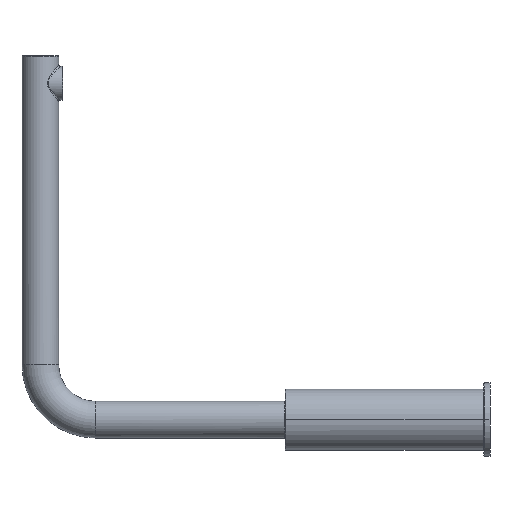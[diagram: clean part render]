
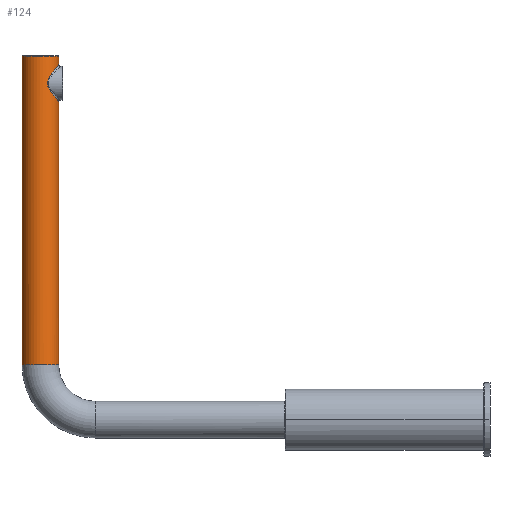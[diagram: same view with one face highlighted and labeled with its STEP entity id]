
A CAD part, left-side view. The second image highlights one B-rep face of the part: STEP entity #124.
In plain terms, the highlighted cylindrical face has radius 12 mm (diameter 24 mm), a partial arc.
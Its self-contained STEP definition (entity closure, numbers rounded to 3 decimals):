
#124=ADVANCED_FACE('',(#237),#238,.T.);
#237=FACE_OUTER_BOUND('',#655,.T.);
#238=CYLINDRICAL_SURFACE('',#656,12.0);
#655=EDGE_LOOP('',(#1334,#1335,#1336,#1337,#1338,#1339,#1340));
#656=AXIS2_PLACEMENT_3D('',#1341,#1342,#1343);
#1334=ORIENTED_EDGE('',*,*,#1956,.F.);
#1335=ORIENTED_EDGE('',*,*,#1946,.F.);
#1336=ORIENTED_EDGE('',*,*,#1951,.F.);
#1337=ORIENTED_EDGE('',*,*,#1955,.T.);
#1338=ORIENTED_EDGE('',*,*,#1963,.F.);
#1339=ORIENTED_EDGE('',*,*,#1953,.F.);
#1340=ORIENTED_EDGE('',*,*,#1962,.F.);
#1341=CARTESIAN_POINT('',(0.,294.0,238.0));
#1342=DIRECTION('',(0.0,0.0,1.0));
#1343=DIRECTION('',(0.0,-1.0,0.0));
#1946=EDGE_CURVE('',#2292,#2295,#2296,.T.);
#1951=EDGE_CURVE('',#2287,#2292,#2302,.T.);
#1953=EDGE_CURVE('',#2304,#2305,#2306,.T.);
#1955=EDGE_CURVE('',#2287,#2307,#2309,.T.);
#1956=EDGE_CURVE('',#2295,#2310,#2311,.T.);
#1962=EDGE_CURVE('',#2310,#2304,#2319,.T.);
#1963=EDGE_CURVE('',#2305,#2307,#2320,.T.);
#2287=VERTEX_POINT('',#2684);
#2292=VERTEX_POINT('',#2689);
#2295=VERTEX_POINT('',#2692);
#2296=CIRCLE('',#2693,12.0);
#2302=CIRCLE('',#2699,12.0);
#2304=VERTEX_POINT('',#2701);
#2305=VERTEX_POINT('',#2702);
#2306=LINE('',#2703,#2704);
#2307=VERTEX_POINT('',#2705);
#2309=LINE('',#2707,#2708);
#2310=VERTEX_POINT('',#2709);
#2311=LINE('',#2710,#2711);
#2319=B_SPLINE_CURVE_WITH_KNOTS('',3,(#2794,#2795,#2796,#2797,#2798,#2799,#2800,#2801,#2802,#2803,#2804,#2805,#2806,#2807,#2808,#2809,#2810,#2811,#2812,#2813,#2814,#2815,#2816,#2817,#2818,#2819),.UNSPECIFIED.,.F.,.F.,(4,1,1,1,1,1,1,1,1,1,1,1,1,1,1,1,1,1,1,1,1,1,1,4),(0.0,0.043,0.087,0.13,0.174,0.217,0.261,0.304,0.348,0.391,0.435,0.478,0.522,0.565,0.609,0.652,0.696,0.739,0.783,0.826,0.87,0.913,0.957,1.0),.UNSPECIFIED.);
#2320=CIRCLE('',#2820,12.0);
#2684=CARTESIAN_POINT('',(0.,306.0,237.5));
#2689=CARTESIAN_POINT('',(-0.665,282.018,237.5));
#2692=CARTESIAN_POINT('',(0.,282.0,237.5));
#2693=AXIS2_PLACEMENT_3D('',#3806,#3807,#3808);
#2699=AXIS2_PLACEMENT_3D('',#3821,#3822,#3823);
#2701=CARTESIAN_POINT('',(0.,282.0,208.));
#2702=CARTESIAN_POINT('',(0.,282.0,36.0));
#2703=CARTESIAN_POINT('',(0.,282.0,208.));
#2704=VECTOR('',#3827,172.);
#2705=CARTESIAN_POINT('',(0.,306.0,36.0));
#2707=CARTESIAN_POINT('',(0.,306.0,237.5));
#2708=VECTOR('',#3831,201.5);
#2709=CARTESIAN_POINT('',(0.,282.0,232.));
#2710=CARTESIAN_POINT('',(0.,282.0,237.5));
#2711=VECTOR('',#3832,5.5);
#2794=CARTESIAN_POINT('',(0.,282.0,232.));
#2795=CARTESIAN_POINT('',(-0.651,282.,232.));
#2796=CARTESIAN_POINT('',(-1.991,282.107,231.875));
#2797=CARTESIAN_POINT('',(-4.054,282.634,231.255));
#2798=CARTESIAN_POINT('',(-6.086,283.582,230.124));
#2799=CARTESIAN_POINT('',(-7.712,284.749,228.696));
#2800=CARTESIAN_POINT('',(-8.851,285.855,227.284));
#2801=CARTESIAN_POINT('',(-9.691,286.889,225.883));
#2802=CARTESIAN_POINT('',(-10.292,287.804,224.516));
#2803=CARTESIAN_POINT('',(-10.705,288.56,223.184));
#2804=CARTESIAN_POINT('',(-10.963,289.114,221.874));
#2805=CARTESIAN_POINT('',(-11.084,289.402,220.593));
#2806=CARTESIAN_POINT('',(-11.081,289.394,219.298));
#2807=CARTESIAN_POINT('',(-10.933,289.044,217.896));
#2808=CARTESIAN_POINT('',(-10.606,288.361,216.423));
#2809=CARTESIAN_POINT('',(-10.073,287.44,214.911));
#2810=CARTESIAN_POINT('',(-9.261,286.321,213.331));
#2811=CARTESIAN_POINT('',(-8.225,285.219,211.898));
#2812=CARTESIAN_POINT('',(-7.108,284.299,210.752));
#2813=CARTESIAN_POINT('',(-5.98,283.569,209.864));
#2814=CARTESIAN_POINT('',(-4.855,283.003,209.186));
#2815=CARTESIAN_POINT('',(-3.745,282.58,208.683));
#2816=CARTESIAN_POINT('',(-2.652,282.278,208.327));
#2817=CARTESIAN_POINT('',(-1.447,282.063,208.074));
#2818=CARTESIAN_POINT('',(-0.501,282.,208.));
#2819=CARTESIAN_POINT('',(0.,282.0,208.));
#2820=AXIS2_PLACEMENT_3D('',#3839,#3840,#3841);
#3806=CARTESIAN_POINT('',(0.,294.0,237.5));
#3807=DIRECTION('',(0.0,-0.0,1.0));
#3808=DIRECTION('',(0.0,1.0,0.0));
#3821=CARTESIAN_POINT('',(0.,294.0,237.5));
#3822=DIRECTION('',(0.0,-0.0,1.0));
#3823=DIRECTION('',(0.0,1.0,0.0));
#3827=DIRECTION('',(0.,0.0,-1.0));
#3831=DIRECTION('',(0.,0.0,-1.0));
#3832=DIRECTION('',(0.,0.,-1.0));
#3839=CARTESIAN_POINT('',(0.,294.0,36.0));
#3840=DIRECTION('',(0.0,0.0,-1.0));
#3841=DIRECTION('',(0.0,-1.0,0.0));
